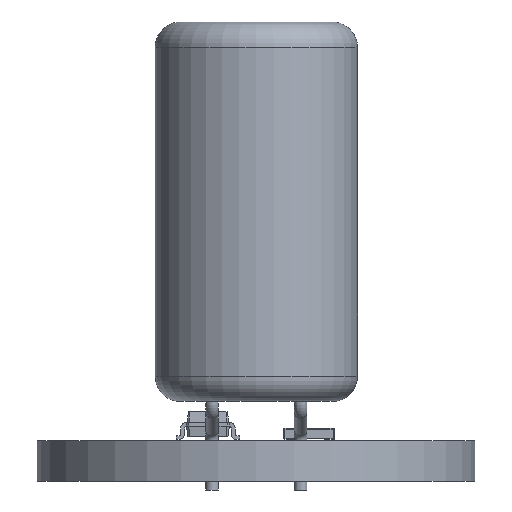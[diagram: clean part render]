
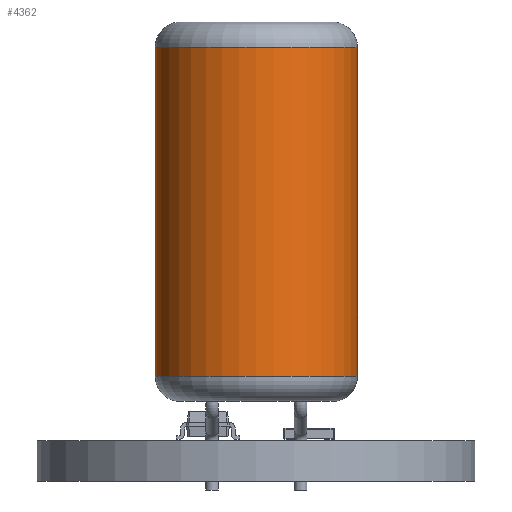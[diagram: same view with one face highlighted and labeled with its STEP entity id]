
A CAD part, left-side view. The second image highlights one B-rep face of the part: STEP entity #4362.
In plain terms, the highlighted cylindrical face has radius 4 mm (diameter 8 mm), a full revolution.
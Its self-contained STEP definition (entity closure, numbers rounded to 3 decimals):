
#4277 = EDGE_CURVE('',#4278,#4278,#4280,.T.);
#4278 = VERTEX_POINT('',#4279);
#4279 = CARTESIAN_POINT('',(-4.,0.,1.));
#4280 = SURFACE_CURVE('',#4281,(#4286,#4298),.PCURVE_S1.);
#4281 = CIRCLE('',#4282,4.);
#4282 = AXIS2_PLACEMENT_3D('',#4283,#4284,#4285);
#4283 = CARTESIAN_POINT('',(0.,0.,1.));
#4284 = DIRECTION('',(0.,0.,-1.));
#4285 = DIRECTION('',(1.,0.,0.));
#4286 = PCURVE('',#4287,#4292);
#4287 = TOROIDAL_SURFACE('',#4288,3.,1.);
#4288 = AXIS2_PLACEMENT_3D('',#4289,#4290,#4291);
#4289 = CARTESIAN_POINT('',(0.,0.,1.));
#4290 = DIRECTION('',(0.,0.,1.));
#4291 = DIRECTION('',(1.,0.,-0.));
#4292 = DEFINITIONAL_REPRESENTATION('',(#4293),#4297);
#4293 = LINE('',#4294,#4295);
#4294 = CARTESIAN_POINT('',(6.283,6.283));
#4295 = VECTOR('',#4296,1.);
#4296 = DIRECTION('',(-1.,0.));
#4297 = ( GEOMETRIC_REPRESENTATION_CONTEXT(2) 
PARAMETRIC_REPRESENTATION_CONTEXT() REPRESENTATION_CONTEXT('2D SPACE',''
  ) );
#4298 = PCURVE('',#4299,#4304);
#4299 = CYLINDRICAL_SURFACE('',#4300,4.);
#4300 = AXIS2_PLACEMENT_3D('',#4301,#4302,#4303);
#4301 = CARTESIAN_POINT('',(0.,0.,0.));
#4302 = DIRECTION('',(0.,0.,1.));
#4303 = DIRECTION('',(1.,0.,-0.));
#4304 = DEFINITIONAL_REPRESENTATION('',(#4305),#4309);
#4305 = LINE('',#4306,#4307);
#4306 = CARTESIAN_POINT('',(6.283,1.));
#4307 = VECTOR('',#4308,1.);
#4308 = DIRECTION('',(-1.,0.));
#4309 = ( GEOMETRIC_REPRESENTATION_CONTEXT(2) 
PARAMETRIC_REPRESENTATION_CONTEXT() REPRESENTATION_CONTEXT('2D SPACE',''
  ) );
#4362 = ADVANCED_FACE('',(#4363),#4299,.T.);
#4363 = FACE_BOUND('',#4364,.T.);
#4364 = EDGE_LOOP('',(#4365,#4394,#4415,#4416));
#4365 = ORIENTED_EDGE('',*,*,#4366,.F.);
#4366 = EDGE_CURVE('',#4367,#4367,#4369,.T.);
#4367 = VERTEX_POINT('',#4368);
#4368 = CARTESIAN_POINT('',(-4.,0.,14.));
#4369 = SURFACE_CURVE('',#4370,(#4375,#4382),.PCURVE_S1.);
#4370 = CIRCLE('',#4371,4.);
#4371 = AXIS2_PLACEMENT_3D('',#4372,#4373,#4374);
#4372 = CARTESIAN_POINT('',(0.,0.,14.));
#4373 = DIRECTION('',(0.,0.,1.));
#4374 = DIRECTION('',(1.,0.,-0.));
#4375 = PCURVE('',#4299,#4376);
#4376 = DEFINITIONAL_REPRESENTATION('',(#4377),#4381);
#4377 = LINE('',#4378,#4379);
#4378 = CARTESIAN_POINT('',(-6.283,14.));
#4379 = VECTOR('',#4380,1.);
#4380 = DIRECTION('',(1.,0.));
#4381 = ( GEOMETRIC_REPRESENTATION_CONTEXT(2) 
PARAMETRIC_REPRESENTATION_CONTEXT() REPRESENTATION_CONTEXT('2D SPACE',''
  ) );
#4382 = PCURVE('',#4383,#4388);
#4383 = TOROIDAL_SURFACE('',#4384,3.,1.);
#4384 = AXIS2_PLACEMENT_3D('',#4385,#4386,#4387);
#4385 = CARTESIAN_POINT('',(0.,0.,14.));
#4386 = DIRECTION('',(0.,0.,1.));
#4387 = DIRECTION('',(1.,0.,-0.));
#4388 = DEFINITIONAL_REPRESENTATION('',(#4389),#4393);
#4389 = LINE('',#4390,#4391);
#4390 = CARTESIAN_POINT('',(-6.283,0.));
#4391 = VECTOR('',#4392,1.);
#4392 = DIRECTION('',(1.,0.));
#4393 = ( GEOMETRIC_REPRESENTATION_CONTEXT(2) 
PARAMETRIC_REPRESENTATION_CONTEXT() REPRESENTATION_CONTEXT('2D SPACE',''
  ) );
#4394 = ORIENTED_EDGE('',*,*,#4395,.T.);
#4395 = EDGE_CURVE('',#4367,#4278,#4396,.T.);
#4396 = SEAM_CURVE('',#4397,(#4401,#4408),.PCURVE_S1.);
#4397 = LINE('',#4398,#4399);
#4398 = CARTESIAN_POINT('',(-4.,0.,0.));
#4399 = VECTOR('',#4400,1.);
#4400 = DIRECTION('',(0.,0.,-1.));
#4401 = PCURVE('',#4299,#4402);
#4402 = DEFINITIONAL_REPRESENTATION('',(#4403),#4407);
#4403 = LINE('',#4404,#4405);
#4404 = CARTESIAN_POINT('',(-3.142,0.));
#4405 = VECTOR('',#4406,1.);
#4406 = DIRECTION('',(0.,-1.));
#4407 = ( GEOMETRIC_REPRESENTATION_CONTEXT(2) 
PARAMETRIC_REPRESENTATION_CONTEXT() REPRESENTATION_CONTEXT('2D SPACE',''
  ) );
#4408 = PCURVE('',#4299,#4409);
#4409 = DEFINITIONAL_REPRESENTATION('',(#4410),#4414);
#4410 = LINE('',#4411,#4412);
#4411 = CARTESIAN_POINT('',(3.142,0.));
#4412 = VECTOR('',#4413,1.);
#4413 = DIRECTION('',(0.,-1.));
#4414 = ( GEOMETRIC_REPRESENTATION_CONTEXT(2) 
PARAMETRIC_REPRESENTATION_CONTEXT() REPRESENTATION_CONTEXT('2D SPACE',''
  ) );
#4415 = ORIENTED_EDGE('',*,*,#4277,.F.);
#4416 = ORIENTED_EDGE('',*,*,#4395,.F.);
